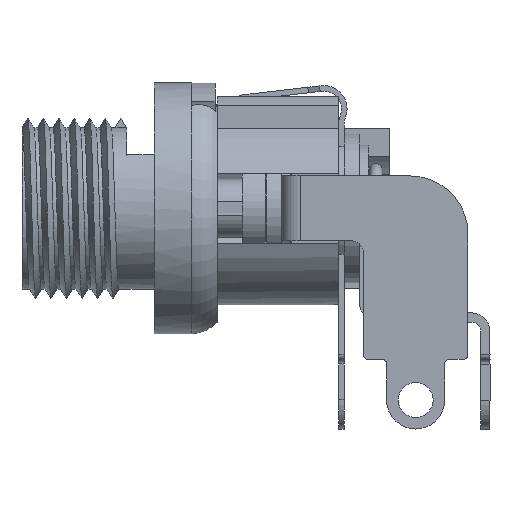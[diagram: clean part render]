
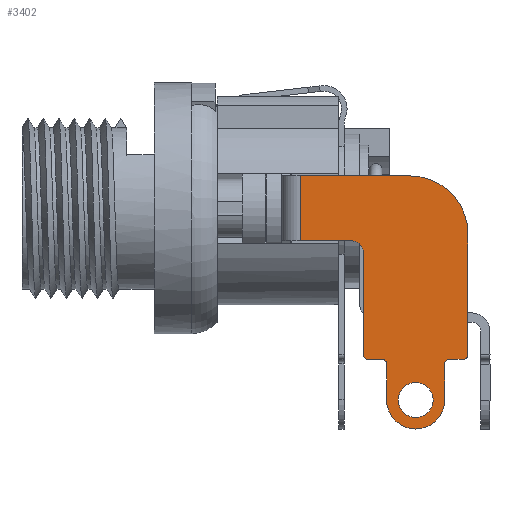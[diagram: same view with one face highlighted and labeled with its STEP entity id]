
A CAD part, left-side view. The second image highlights one B-rep face of the part: STEP entity #3402.
In plain terms, the highlighted planar face has unit normal (-1, 0, 0).
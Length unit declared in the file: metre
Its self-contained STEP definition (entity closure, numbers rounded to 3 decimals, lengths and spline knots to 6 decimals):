
#117=LINE('',#7259,#246);
#246=VECTOR('',#4471,1.);
#424=B_SPLINE_CURVE_WITH_KNOTS('',3,(#7254,#7255,#7256,#7257),
 .UNSPECIFIED.,.F.,.F.,(4,4),(0.,1.),.UNSPECIFIED.);
#425=B_SPLINE_CURVE_WITH_KNOTS('',3,(#7263,#7264,#7265,#7266),
 .UNSPECIFIED.,.F.,.F.,(4,4),(0.,1.),.UNSPECIFIED.);
#427=B_SPLINE_CURVE_WITH_KNOTS('',3,(#7286,#7287,#7288,#7289),
 .UNSPECIFIED.,.F.,.F.,(4,4),(0.,1.),.UNSPECIFIED.);
#428=B_SPLINE_CURVE_WITH_KNOTS('',3,(#7294,#7295,#7296,#7297),
 .UNSPECIFIED.,.F.,.F.,(4,4),(0.,1.),.UNSPECIFIED.);
#429=B_SPLINE_CURVE_WITH_KNOTS('',3,(#7301,#7302,#7303,#7304),
 .UNSPECIFIED.,.F.,.F.,(4,4),(0.,1.),.UNSPECIFIED.);
#430=B_SPLINE_CURVE_WITH_KNOTS('',3,(#7308,#7309,#7310,#7311),
 .UNSPECIFIED.,.F.,.F.,(4,4),(0.,1.),.UNSPECIFIED.);
#431=B_SPLINE_CURVE_WITH_KNOTS('',3,(#7315,#7316,#7317,#7318),
 .UNSPECIFIED.,.F.,.F.,(4,4),(0.,1.),.UNSPECIFIED.);
#432=B_SPLINE_CURVE_WITH_KNOTS('',3,(#7322,#7323,#7324,#7325),
 .UNSPECIFIED.,.F.,.F.,(4,4),(0.,1.),.UNSPECIFIED.);
#554=PLANE('',#3791);
#1213=ORIENTED_EDGE('',*,*,#1964,.F.);
#1214=ORIENTED_EDGE('',*,*,#1965,.F.);
#1215=ORIENTED_EDGE('',*,*,#1966,.F.);
#1216=ORIENTED_EDGE('',*,*,#1967,.F.);
#1217=ORIENTED_EDGE('',*,*,#1968,.F.);
#1218=ORIENTED_EDGE('',*,*,#1959,.T.);
#1219=ORIENTED_EDGE('',*,*,#1957,.T.);
#1220=ORIENTED_EDGE('',*,*,#1956,.F.);
#1221=ORIENTED_EDGE('',*,*,#1969,.F.);
#1222=ORIENTED_EDGE('',*,*,#1970,.F.);
#1223=ORIENTED_EDGE('',*,*,#1971,.F.);
#1224=ORIENTED_EDGE('',*,*,#1972,.F.);
#1225=ORIENTED_EDGE('',*,*,#1973,.F.);
#1226=ORIENTED_EDGE('',*,*,#1974,.F.);
#1227=ORIENTED_EDGE('',*,*,#1975,.F.);
#1228=ORIENTED_EDGE('',*,*,#1976,.F.);
#1229=ORIENTED_EDGE('',*,*,#1977,.F.);
#1230=ORIENTED_EDGE('',*,*,#1978,.F.);
#1956=EDGE_CURVE('',#2393,#2390,#424,.T.);
#1957=EDGE_CURVE('',#2394,#2390,#117,.F.);
#1959=EDGE_CURVE('',#2395,#2394,#425,.F.);
#1964=EDGE_CURVE('',#2398,#2399,#2658,.T.);
#1965=EDGE_CURVE('',#2399,#2398,#2659,.T.);
#1966=EDGE_CURVE('',#2400,#2401,#2660,.T.);
#1967=EDGE_CURVE('',#2402,#2400,#427,.F.);
#1968=EDGE_CURVE('',#2395,#2402,#2661,.T.);
#1969=EDGE_CURVE('',#2403,#2393,#2662,.F.);
#1970=EDGE_CURVE('',#2404,#2403,#428,.F.);
#1971=EDGE_CURVE('',#2405,#2404,#2663,.F.);
#1972=EDGE_CURVE('',#2406,#2405,#429,.F.);
#1973=EDGE_CURVE('',#2407,#2406,#2664,.F.);
#1974=EDGE_CURVE('',#2408,#2407,#430,.F.);
#1975=EDGE_CURVE('',#2409,#2408,#2665,.F.);
#1976=EDGE_CURVE('',#2410,#2409,#431,.F.);
#1977=EDGE_CURVE('',#2411,#2410,#2666,.F.);
#1978=EDGE_CURVE('',#2401,#2411,#432,.F.);
#2390=VERTEX_POINT('',#7244);
#2393=VERTEX_POINT('',#7253);
#2394=VERTEX_POINT('',#7260);
#2395=VERTEX_POINT('',#7267);
#2398=VERTEX_POINT('',#7280);
#2399=VERTEX_POINT('',#7281);
#2400=VERTEX_POINT('',#7284);
#2401=VERTEX_POINT('',#7285);
#2402=VERTEX_POINT('',#7290);
#2403=VERTEX_POINT('',#7293);
#2404=VERTEX_POINT('',#7298);
#2405=VERTEX_POINT('',#7300);
#2406=VERTEX_POINT('',#7305);
#2407=VERTEX_POINT('',#7307);
#2408=VERTEX_POINT('',#7312);
#2409=VERTEX_POINT('',#7314);
#2410=VERTEX_POINT('',#7319);
#2411=VERTEX_POINT('',#7321);
#2658=CIRCLE('',#3792,0.00075);
#2659=CIRCLE('',#3793,0.00075);
#2660=CIRCLE('',#3794,0.0002);
#2661=CIRCLE('',#3795,0.0025);
#2662=CIRCLE('',#3796,0.0005);
#2663=CIRCLE('',#3797,0.0002);
#2664=CIRCLE('',#3798,0.0002);
#2665=CIRCLE('',#3799,0.00125);
#2666=CIRCLE('',#3800,0.0002);
#2878=EDGE_LOOP('',(#1213,#1214));
#2879=EDGE_LOOP('',(#1215,#1216,#1217,#1218,#1219,#1220,#1221,#1222,#1223,
#1224,#1225,#1226,#1227,#1228,#1229,#1230));
#3109=FACE_BOUND('',#2878,.T.);
#3110=FACE_BOUND('',#2879,.T.);
#3402=ADVANCED_FACE('',(#3109,#3110),#554,.F.);
#3791=AXIS2_PLACEMENT_3D('',#7278,#4482,#4483);
#3792=AXIS2_PLACEMENT_3D('',#7279,#4484,#4485);
#3793=AXIS2_PLACEMENT_3D('',#7282,#4486,#4487);
#3794=AXIS2_PLACEMENT_3D('',#7283,#4488,#4489);
#3795=AXIS2_PLACEMENT_3D('',#7291,#4490,#4491);
#3796=AXIS2_PLACEMENT_3D('',#7292,#4492,#4493);
#3797=AXIS2_PLACEMENT_3D('',#7299,#4494,#4495);
#3798=AXIS2_PLACEMENT_3D('',#7306,#4496,#4497);
#3799=AXIS2_PLACEMENT_3D('',#7313,#4498,#4499);
#3800=AXIS2_PLACEMENT_3D('',#7320,#4500,#4501);
#4471=DIRECTION('',(0.,0.,1.));
#4482=DIRECTION('',(1.,0.,0.));
#4483=DIRECTION('',(0.,1.,0.));
#4484=DIRECTION('',(-1.,0.,0.));
#4485=DIRECTION('',(0.,0.,1.));
#4486=DIRECTION('',(-1.,0.,0.));
#4487=DIRECTION('',(0.,0.,1.));
#4488=DIRECTION('',(1.,0.,0.));
#4489=DIRECTION('',(0.,0.,-1.));
#4490=DIRECTION('',(1.,0.,0.));
#4491=DIRECTION('',(0.,0.,-1.));
#4492=DIRECTION('',(1.,0.,0.));
#4493=DIRECTION('',(0.,0.,-1.));
#4494=DIRECTION('',(-1.,0.,0.));
#4495=DIRECTION('',(0.,0.,1.));
#4496=DIRECTION('',(1.,0.,0.));
#4497=DIRECTION('',(0.,0.,-1.));
#4498=DIRECTION('',(-1.,0.,0.));
#4499=DIRECTION('',(0.,0.,1.));
#4500=DIRECTION('',(1.,0.,0.));
#4501=DIRECTION('',(0.,0.,-1.));
#7244=CARTESIAN_POINT('',(-0.005,-0.00628,-0.0014));
#7253=CARTESIAN_POINT('',(-0.005,-0.0085,-0.0014));
#7254=CARTESIAN_POINT('',(-0.005,-0.0085,-0.0014));
#7255=CARTESIAN_POINT('',(-0.005,-0.00776,-0.0014));
#7256=CARTESIAN_POINT('',(-0.005,-0.00702,-0.0014));
#7257=CARTESIAN_POINT('',(-0.005,-0.00628,-0.0014));
#7259=CARTESIAN_POINT('',(-0.005,-0.00628,-0.009565));
#7260=CARTESIAN_POINT('',(-0.005,-0.00628,0.0014));
#7263=CARTESIAN_POINT('',(-0.005,-0.00628,0.0014));
#7264=CARTESIAN_POINT('',(-0.005,-0.007853,0.0014));
#7265=CARTESIAN_POINT('',(-0.005,-0.009427,0.0014));
#7266=CARTESIAN_POINT('',(-0.005,-0.011,0.0014));
#7267=CARTESIAN_POINT('',(-0.005,-0.011,0.0014));
#7278=CARTESIAN_POINT('',(-0.005,-0.0135,-0.009565));
#7279=CARTESIAN_POINT('',(-0.005,-0.01125,-0.00825));
#7280=CARTESIAN_POINT('',(-0.005,-0.0105,-0.00825));
#7281=CARTESIAN_POINT('',(-0.005,-0.012,-0.00825));
#7282=CARTESIAN_POINT('',(-0.005,-0.01125,-0.00825));
#7283=CARTESIAN_POINT('',(-0.005,-0.0133,-0.0063));
#7284=CARTESIAN_POINT('',(-0.005,-0.0135,-0.0063));
#7285=CARTESIAN_POINT('',(-0.005,-0.0133,-0.0065));
#7286=CARTESIAN_POINT('',(-0.005,-0.0135,-0.0063));
#7287=CARTESIAN_POINT('',(-0.005,-0.0135,-0.004567));
#7288=CARTESIAN_POINT('',(-0.005,-0.0135,-0.002833));
#7289=CARTESIAN_POINT('',(-0.005,-0.0135,-0.0011));
#7290=CARTESIAN_POINT('',(-0.005,-0.0135,-0.0011));
#7291=CARTESIAN_POINT('',(-0.005,-0.011,-0.0011));
#7292=CARTESIAN_POINT('',(-0.005,-0.0085,-0.0019));
#7293=CARTESIAN_POINT('',(-0.005,-0.009,-0.0019));
#7294=CARTESIAN_POINT('',(-0.005,-0.009,-0.0019));
#7295=CARTESIAN_POINT('',(-0.005,-0.009,-0.003367));
#7296=CARTESIAN_POINT('',(-0.005,-0.009,-0.004833));
#7297=CARTESIAN_POINT('',(-0.005,-0.009,-0.0063));
#7298=CARTESIAN_POINT('',(-0.005,-0.009,-0.0063));
#7299=CARTESIAN_POINT('',(-0.005,-0.0092,-0.0063));
#7300=CARTESIAN_POINT('',(-0.005,-0.0092,-0.0065));
#7301=CARTESIAN_POINT('',(-0.005,-0.0092,-0.0065));
#7302=CARTESIAN_POINT('',(-0.005,-0.0094,-0.0065));
#7303=CARTESIAN_POINT('',(-0.005,-0.0096,-0.0065));
#7304=CARTESIAN_POINT('',(-0.005,-0.0098,-0.0065));
#7305=CARTESIAN_POINT('',(-0.005,-0.0098,-0.0065));
#7306=CARTESIAN_POINT('',(-0.005,-0.0098,-0.0067));
#7307=CARTESIAN_POINT('',(-0.005,-0.01,-0.0067));
#7308=CARTESIAN_POINT('',(-0.005,-0.01,-0.0067));
#7309=CARTESIAN_POINT('',(-0.005,-0.01,-0.007217));
#7310=CARTESIAN_POINT('',(-0.005,-0.01,-0.007733));
#7311=CARTESIAN_POINT('',(-0.005,-0.01,-0.00825));
#7312=CARTESIAN_POINT('',(-0.005,-0.01,-0.00825));
#7313=CARTESIAN_POINT('',(-0.005,-0.01125,-0.00825));
#7314=CARTESIAN_POINT('',(-0.005,-0.0125,-0.00825));
#7315=CARTESIAN_POINT('',(-0.005,-0.0125,-0.00825));
#7316=CARTESIAN_POINT('',(-0.005,-0.0125,-0.007733));
#7317=CARTESIAN_POINT('',(-0.005,-0.0125,-0.007217));
#7318=CARTESIAN_POINT('',(-0.005,-0.0125,-0.0067));
#7319=CARTESIAN_POINT('',(-0.005,-0.0125,-0.0067));
#7320=CARTESIAN_POINT('',(-0.005,-0.0127,-0.0067));
#7321=CARTESIAN_POINT('',(-0.005,-0.0127,-0.0065));
#7322=CARTESIAN_POINT('',(-0.005,-0.0127,-0.0065));
#7323=CARTESIAN_POINT('',(-0.005,-0.0129,-0.0065));
#7324=CARTESIAN_POINT('',(-0.005,-0.0131,-0.0065));
#7325=CARTESIAN_POINT('',(-0.005,-0.0133,-0.0065));
